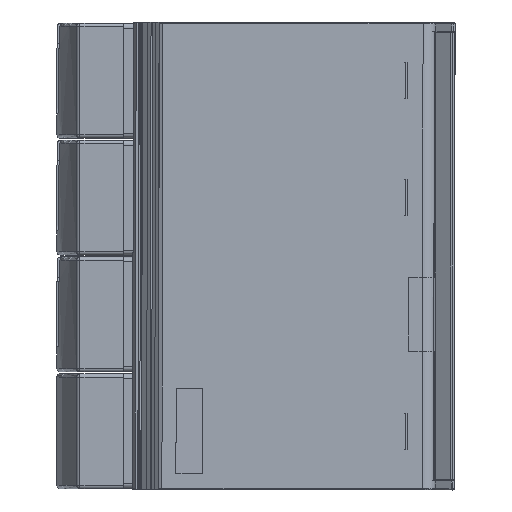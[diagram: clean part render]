
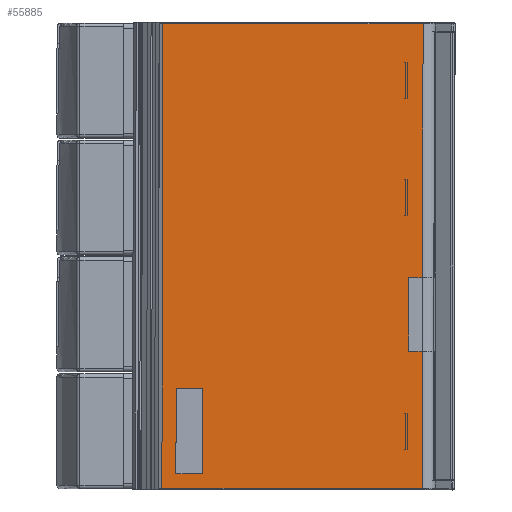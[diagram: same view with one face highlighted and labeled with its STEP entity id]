
A CAD part, left-side view. The second image highlights one B-rep face of the part: STEP entity #55885.
In plain terms, the highlighted face is planar.
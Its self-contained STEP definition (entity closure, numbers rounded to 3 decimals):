
#47035=DIRECTION('',(0.,1.,0.));
#47036=VECTOR('',#47035,39.655);
#47037=CARTESIAN_POINT('',(67.4,-7.622,26.05));
#47038=LINE('',#47037,#47036);
#47043=DIRECTION('',(0.,0.,1.));
#47044=VECTOR('',#47043,70.8);
#47045=CARTESIAN_POINT('',(67.4,-7.622,-44.75));
#47046=LINE('',#47045,#47044);
#47047=DIRECTION('',(0.,0.,1.));
#47048=VECTOR('',#47047,13.);
#47049=CARTESIAN_POINT('',(67.4,25.9,10.85));
#47050=LINE('',#47049,#47048);
#47051=DIRECTION('',(0.,-1.,0.));
#47052=VECTOR('',#47051,4.);
#47053=CARTESIAN_POINT('',(67.4,29.9,10.85));
#47054=LINE('',#47053,#47052);
#47055=DIRECTION('',(0.,1.,0.));
#47056=VECTOR('',#47055,4.);
#47057=CARTESIAN_POINT('',(67.4,25.9,23.85));
#47058=LINE('',#47057,#47056);
#48864=DIRECTION('',(0.,0.,1.));
#48865=VECTOR('',#48864,13.);
#48866=CARTESIAN_POINT('',(67.4,29.9,10.85));
#48867=LINE('',#48866,#48865);
#51376=DIRECTION('',(0.,-1.,0.));
#51377=VECTOR('',#51376,39.655);
#51378=CARTESIAN_POINT('',(67.4,32.033,-44.75));
#51379=LINE('',#51378,#51377);
#51391=DIRECTION('',(0.,0.,-1.));
#51392=VECTOR('',#51391,70.8);
#51393=CARTESIAN_POINT('',(67.4,32.033,26.05));
#51394=LINE('',#51393,#51392);
#51404=CARTESIAN_POINT('',(67.4,32.033,26.05));
#52247=CARTESIAN_POINT('',(67.4,-7.622,26.05));
#52249=VERTEX_POINT('',#52247);
#52253=VERTEX_POINT('',#51404);
#53077=CARTESIAN_POINT('',(67.4,25.9,10.85));
#53079=VERTEX_POINT('',#53077);
#53083=CARTESIAN_POINT('',(67.4,29.9,10.85));
#53084=VERTEX_POINT('',#53083);
#53116=CARTESIAN_POINT('',(67.4,25.9,23.85));
#53117=VERTEX_POINT('',#53116);
#53167=CARTESIAN_POINT('',(67.4,-7.622,-44.75));
#53169=VERTEX_POINT('',#53167);
#53468=CARTESIAN_POINT('',(67.4,29.9,23.85));
#53469=VERTEX_POINT('',#53468);
#53533=CARTESIAN_POINT('',(67.4,32.033,-44.75));
#53534=VERTEX_POINT('',#53533);
#55861=CARTESIAN_POINT('',(67.4,-7.622,20.35));
#55862=DIRECTION('',(1.,0.,0.));
#55863=DIRECTION('',(0.,1.,0.));
#55864=AXIS2_PLACEMENT_3D('',#55861,#55862,#55863);
#55865=PLANE('',#55864);
#55867=ORIENTED_EDGE('',*,*,#55866,.T.);
#55868=ORIENTED_EDGE('',*,*,#55852,.T.);
#55870=ORIENTED_EDGE('',*,*,#55869,.T.);
#55872=ORIENTED_EDGE('',*,*,#55871,.T.);
#55873=EDGE_LOOP('',(#55867,#55868,#55870,#55872));
#55874=FACE_OUTER_BOUND('',#55873,.F.);
#55876=ORIENTED_EDGE('',*,*,#55875,.F.);
#55878=ORIENTED_EDGE('',*,*,#55877,.F.);
#55880=ORIENTED_EDGE('',*,*,#55879,.T.);
#55882=ORIENTED_EDGE('',*,*,#55881,.F.);
#55883=EDGE_LOOP('',(#55876,#55878,#55880,#55882));
#55884=FACE_BOUND('',#55883,.F.);
#55885=ADVANCED_FACE('',(#55874,#55884),#55865,.T.);
#55852=EDGE_CURVE('',#52249,#52253,#47038,.T.);
#55866=EDGE_CURVE('',#53169,#52249,#47046,.T.);
#55869=EDGE_CURVE('',#52253,#53534,#51394,.T.);
#55871=EDGE_CURVE('',#53534,#53169,#51379,.T.);
#55875=EDGE_CURVE('',#53079,#53117,#47050,.T.);
#55877=EDGE_CURVE('',#53084,#53079,#47054,.T.);
#55879=EDGE_CURVE('',#53084,#53469,#48867,.T.);
#55881=EDGE_CURVE('',#53117,#53469,#47058,.T.);
